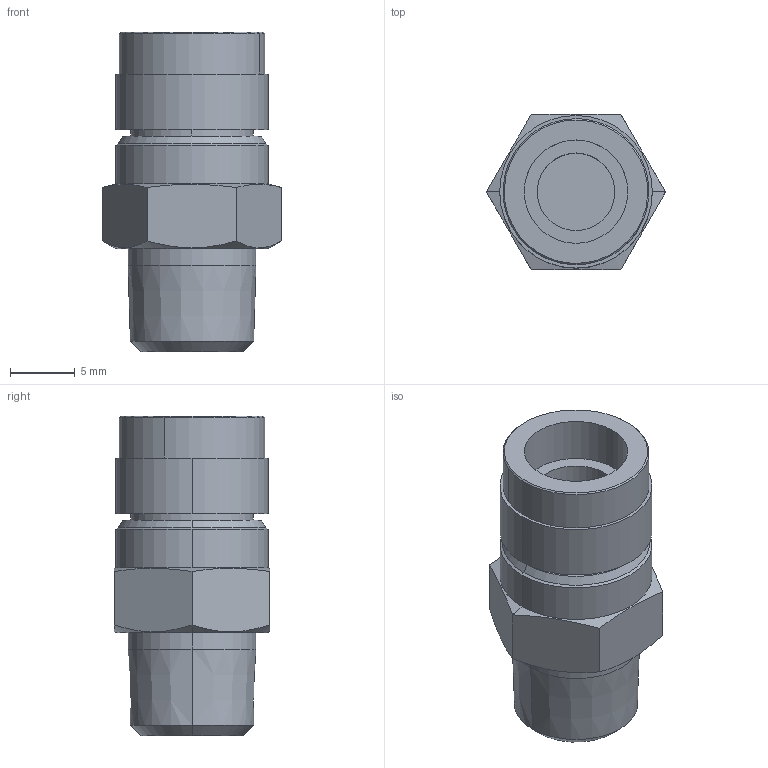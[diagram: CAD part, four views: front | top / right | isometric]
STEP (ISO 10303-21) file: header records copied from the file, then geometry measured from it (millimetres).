
FILE_DESCRIPTION(/* description */ ('AP214 STEP file'),/* implementation_level */ '2;1');
FILE_NAME(/* name */ 'KC6-01.stp',/* time_stamp */ '2024-07-09T15:25:27+09:00',/* author */ (''),/* organization */ (''),/* preprocessor_version */ 'ST-DEVELOPER v17.1',/* originating_system */ 'Elysium Co. Ltd. STEP Translator v8.1.0.6',/* authorisation */ '');
FILE_SCHEMA (('AUTOMOTIVE_DESIGN { 1 0 10303 214 3 1 1 }'));
Length unit declared in the file: millimetre
Products named in the file (1): KC6-01
Bounding box: 13.86 x 12 x 24.75 mm (x, y, z)
Volume: 1805.3 mm3; surface area: 1546.1 mm2
Topology: 1 solids, 1 shells, 42 faces, 86 edges, 52 vertices
Faces by surface type: plane 14, cone 14, cylinder 14
Entity records: 871 total; most frequent: ORIENTED_EDGE 172, CARTESIAN_POINT 120, EDGE_CURVE 86, AXIS2_PLACEMENT_3D 83, VERTEX_POINT 52, EDGE_LOOP 48, ADVANCED_FACE 42, FACE_OUTER_BOUND 42
